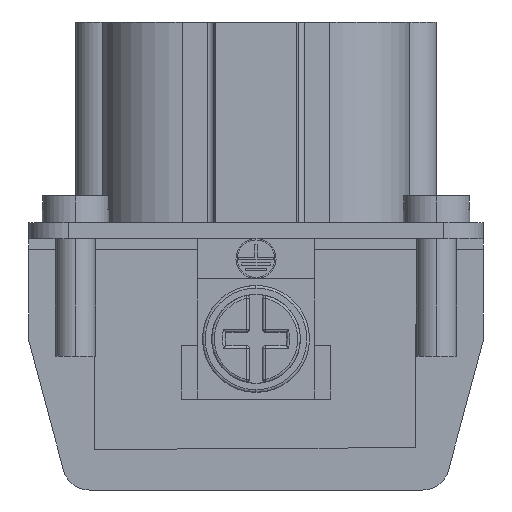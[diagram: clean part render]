
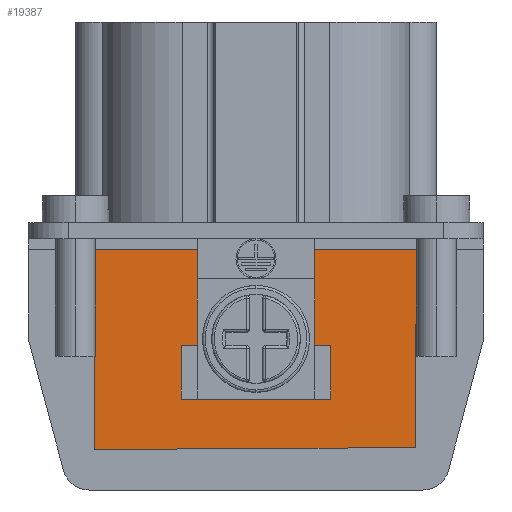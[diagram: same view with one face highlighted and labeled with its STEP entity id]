
A CAD part, left-side view. The second image highlights one B-rep face of the part: STEP entity #19387.
In plain terms, the highlighted planar face has unit normal (-1, 0, 0).
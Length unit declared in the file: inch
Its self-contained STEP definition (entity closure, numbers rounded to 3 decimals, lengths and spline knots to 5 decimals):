
#1238 = DIRECTION ( 'NONE',  ( 1., 0., 0. ) ) ;
#1334 = ORIENTED_EDGE ( 'NONE', *, *, #4489, .T. ) ;
#1372 = FACE_OUTER_BOUND ( 'NONE', #18276, .T. ) ;
#1485 = ORIENTED_EDGE ( 'NONE', *, *, #21402, .F. ) ;
#1514 = DIRECTION ( 'NONE',  ( 0., 1., 0. ) ) ;
#2905 = EDGE_CURVE ( 'NONE', #19186, #10900, #21868, .T. ) ;
#3786 = DIRECTION ( 'NONE',  ( 0., 0.006, -1. ) ) ;
#4489 = EDGE_CURVE ( 'NONE', #10900, #9726, #21887, .T. ) ;
#5245 = CARTESIAN_POINT ( 'NONE',  ( -1.24803, 0.47591, -1.25867 ) ) ;
#6175 = LINE ( 'NONE', #16509, #17099 ) ;
#9726 = VERTEX_POINT ( 'NONE', #19073 ) ;
#9816 = CARTESIAN_POINT ( 'NONE',  ( -1.24803, 0.47243, -0.66813 ) ) ;
#9823 = CARTESIAN_POINT ( 'NONE',  ( -1.24803, -0.47243, -0.66258 ) ) ;
#9916 = CARTESIAN_POINT ( 'NONE',  ( -1.24803, 0.47243, -0.66813 ) ) ;
#10900 = VERTEX_POINT ( 'NONE', #5245 ) ;
#11832 = CARTESIAN_POINT ( 'NONE',  ( -1.24803, 0.47591, -1.25867 ) ) ;
#12263 = LINE ( 'NONE', #9823, #15810 ) ;
#12275 = CARTESIAN_POINT ( 'NONE',  ( -1.24803, 0.47244, -0.66929 ) ) ;
#13583 = AXIS2_PLACEMENT_3D ( 'NONE', #9816, #1238, #1514 ) ;
#15492 = CARTESIAN_POINT ( 'NONE',  ( -1.24803, -0.47239, -0.66929 ) ) ;
#15662 = PLANE ( 'NONE',  #13583 ) ;
#15810 = VECTOR ( 'NONE', #24505, 39.37008 ) ;
#16509 = CARTESIAN_POINT ( 'NONE',  ( -1.24803, 0.66929, -0.66929 ) ) ;
#17099 = VECTOR ( 'NONE', #22341, 39.37008 ) ;
#18276 = EDGE_LOOP ( 'NONE', ( #25991, #1334, #1485, #23639 ) ) ;
#19073 = CARTESIAN_POINT ( 'NONE',  ( -1.24803, -0.46896, -1.25312 ) ) ;
#19186 = VERTEX_POINT ( 'NONE', #12275 ) ;
#19387 = ADVANCED_FACE ( 'NONE', ( #1372 ), #15662, .F. ) ;
#19779 = VERTEX_POINT ( 'NONE', #15492 ) ;
#20380 = DIRECTION ( 'NONE',  ( 0., -1., 0.006 ) ) ;
#20940 = EDGE_CURVE ( 'NONE', #19779, #19186, #6175, .T. ) ;
#21402 = EDGE_CURVE ( 'NONE', #19779, #9726, #12263, .T. ) ;
#21868 = LINE ( 'NONE', #9916, #24751 ) ;
#21887 = LINE ( 'NONE', #11832, #24277 ) ;
#22341 = DIRECTION ( 'NONE',  ( 0., 1., 0. ) ) ;
#23639 = ORIENTED_EDGE ( 'NONE', *, *, #20940, .T. ) ;
#24277 = VECTOR ( 'NONE', #20380, 39.37008 ) ;
#24505 = DIRECTION ( 'NONE',  ( 0., 0.006, -1. ) ) ;
#24751 = VECTOR ( 'NONE', #3786, 39.37008 ) ;
#25991 = ORIENTED_EDGE ( 'NONE', *, *, #2905, .T. ) ;
